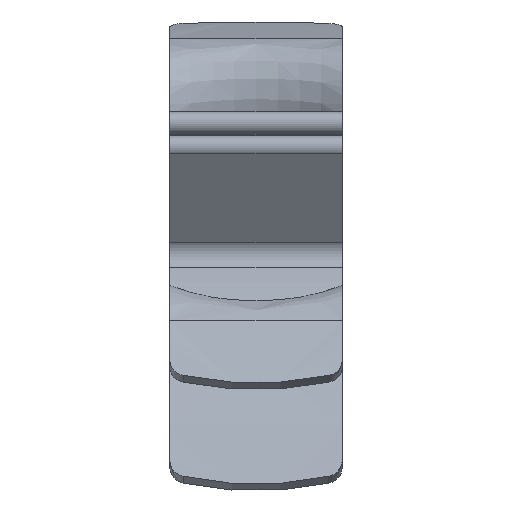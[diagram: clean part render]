
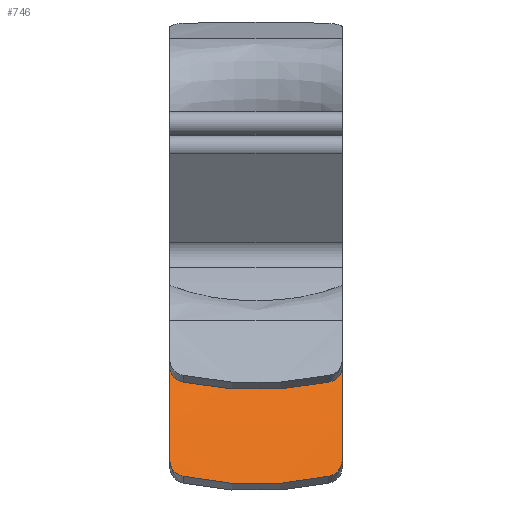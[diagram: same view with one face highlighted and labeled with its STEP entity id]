
A CAD part, left-side view. The second image highlights one B-rep face of the part: STEP entity #746.
In plain terms, the highlighted cylindrical face has radius 107.842 mm (diameter 215.685 mm), a partial arc.
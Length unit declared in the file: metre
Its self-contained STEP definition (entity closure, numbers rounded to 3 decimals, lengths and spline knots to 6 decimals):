
#44=B_SPLINE_CURVE_WITH_KNOTS('',3,(#1048,#1049,#1050,#1051,#1052),
 .UNSPECIFIED.,.F.,.F.,(4,1,4),(0.077827,0.500004,0.922182),
 .UNSPECIFIED.);
#83=B_SPLINE_CURVE_WITH_KNOTS('',3,(#1317,#1318,#1319,#1320,#1321),
 .UNSPECIFIED.,.F.,.F.,(4,1,4),(0.,0.001988,0.003975),
 .UNSPECIFIED.);
#84=B_SPLINE_CURVE_WITH_KNOTS('',3,(#1322,#1323,#1324,#1325,#1326),
 .UNSPECIFIED.,.F.,.F.,(4,1,4),(0.,0.001988,0.003975),
 .UNSPECIFIED.);
#85=B_SPLINE_CURVE_WITH_KNOTS('',3,(#1327,#1328,#1329,#1330,#1331,#1332,
#1333,#1334),.UNSPECIFIED.,.F.,.F.,(4,1,1,1,1,4),(0.,0.007785,
0.01557,0.019462,0.023355,0.031139),
 .UNSPECIFIED.);
#128=CIRCLE('',#806,0.107842);
#143=CIRCLE('',#822,0.107842);
#239=ORIENTED_EDGE('',*,*,#425,.F.);
#240=ORIENTED_EDGE('',*,*,#476,.T.);
#241=ORIENTED_EDGE('',*,*,#413,.F.);
#242=ORIENTED_EDGE('',*,*,#477,.T.);
#243=ORIENTED_EDGE('',*,*,#466,.T.);
#244=ORIENTED_EDGE('',*,*,#478,.T.);
#413=EDGE_CURVE('',#538,#539,#44,.T.);
#425=EDGE_CURVE('',#549,#550,#128,.T.);
#466=EDGE_CURVE('',#584,#583,#143,.T.);
#476=EDGE_CURVE('',#549,#539,#83,.T.);
#477=EDGE_CURVE('',#538,#584,#84,.T.);
#478=EDGE_CURVE('',#583,#550,#85,.T.);
#538=VERTEX_POINT('',#1053);
#539=VERTEX_POINT('',#1054);
#549=VERTEX_POINT('',#1102);
#550=VERTEX_POINT('',#1104);
#583=VERTEX_POINT('',#1271);
#584=VERTEX_POINT('',#1273);
#652=EDGE_LOOP('',(#239,#240,#241,#242,#243,#244));
#692=FACE_BOUND('',#652,.T.);
#728=CYLINDRICAL_SURFACE('',#825,0.107842);
#746=ADVANCED_FACE('',(#692),#728,.T.);
#806=AXIS2_PLACEMENT_3D('',#1103,#874,#875);
#822=AXIS2_PLACEMENT_3D('',#1272,#910,#911);
#825=AXIS2_PLACEMENT_3D('',#1316,#916,#917);
#874=DIRECTION('',(0.,1.,0.));
#875=DIRECTION('',(1.,0.,0.));
#910=DIRECTION('',(0.,1.,0.));
#911=DIRECTION('',(1.,0.,0.));
#916=DIRECTION('',(0.,1.,0.));
#917=DIRECTION('',(-0.58,0.,0.815));
#1048=CARTESIAN_POINT('',(-0.097452,0.052289,0.046185));
#1049=CARTESIAN_POINT('',(-0.097886,0.056447,0.045269));
#1050=CARTESIAN_POINT('',(-0.098307,0.065,0.04433));
#1051=CARTESIAN_POINT('',(-0.097886,0.073553,0.045269));
#1052=CARTESIAN_POINT('',(-0.097452,0.077711,0.046185));
#1053=CARTESIAN_POINT('',(-0.097452,0.052289,0.046185));
#1054=CARTESIAN_POINT('',(-0.097452,0.077711,0.046185));
#1102=CARTESIAN_POINT('',(-0.096168,0.08,0.048802));
#1103=CARTESIAN_POINT('',(0.,0.08,0.));
#1104=CARTESIAN_POINT('',(-0.084543,0.08,0.066951));
#1271=CARTESIAN_POINT('',(-0.084543,0.05,0.066951));
#1272=CARTESIAN_POINT('',(0.,0.05,0.));
#1273=CARTESIAN_POINT('',(-0.096168,0.05,0.048802));
#1316=CARTESIAN_POINT('',(0.,0.065,0.));
#1317=CARTESIAN_POINT('',(-0.096168,0.08,0.048802));
#1318=CARTESIAN_POINT('',(-0.096472,0.08,0.048203));
#1319=CARTESIAN_POINT('',(-0.097057,0.079538,0.04702));
#1320=CARTESIAN_POINT('',(-0.097384,0.078364,0.046329));
#1321=CARTESIAN_POINT('',(-0.097452,0.077711,0.046185));
#1322=CARTESIAN_POINT('',(-0.097452,0.052289,0.046185));
#1323=CARTESIAN_POINT('',(-0.097384,0.051636,0.046329));
#1324=CARTESIAN_POINT('',(-0.097058,0.050464,0.047018));
#1325=CARTESIAN_POINT('',(-0.096472,0.05,0.048203));
#1326=CARTESIAN_POINT('',(-0.096168,0.05,0.048802));
#1327=CARTESIAN_POINT('',(-0.084543,0.05,0.066951));
#1328=CARTESIAN_POINT('',(-0.085241,0.052345,0.06607));
#1329=CARTESIAN_POINT('',(-0.086299,0.057258,0.064679));
#1330=CARTESIAN_POINT('',(-0.086739,0.063744,0.06408));
#1331=CARTESIAN_POINT('',(-0.086563,0.06885,0.064318));
#1332=CARTESIAN_POINT('',(-0.086035,0.073959,0.065026));
#1333=CARTESIAN_POINT('',(-0.085241,0.077656,0.06607));
#1334=CARTESIAN_POINT('',(-0.084543,0.08,0.066951));
